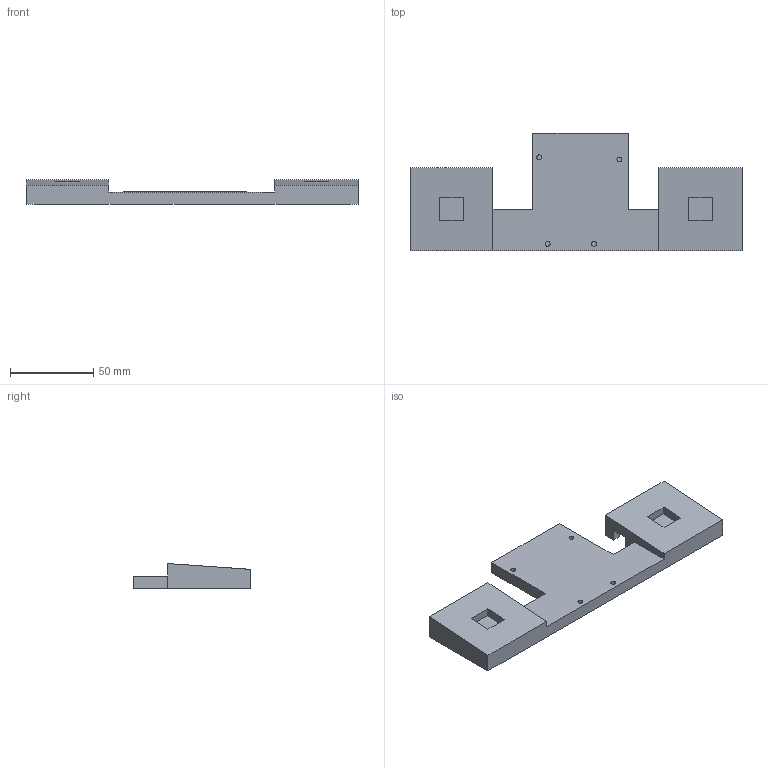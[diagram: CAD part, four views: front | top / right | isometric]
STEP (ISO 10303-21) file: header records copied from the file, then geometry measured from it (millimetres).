
FILE_DESCRIPTION(/* description */ (''),/* implementation_level */ '2;1');
FILE_NAME(/* name */ 'Arduino Cube timer V2 v1.step',/* time_stamp */ '2025-04-08T23:15:36-04:00',/* author */ (''),/* organization */ (''),/* preprocessor_version */ 'ST-DEVELOPER v20.1',/* originating_system */ 'Autodesk Translation Framework v14.4.0.0',/* authorisation */ '');
FILE_SCHEMA (('AUTOMOTIVE_DESIGN { 1 0 10303 214 3 1 1 }'));
Length unit declared in the file: millimetre
Products named in the file (3): Arduino Cube timer V2; covers; nth cover
Assembly tree (2 placements, depth 2):
  Arduino Cube timer V2
    covers
    nth cover
Bounding box: 200 x 70.8 x 15 mm (x, y, z)
Volume: 82412.6 mm3; surface area: 37344 mm2
Topology: 3 solids, 3 shells, 108 faces, 278 edges, 186 vertices
Faces by surface type: plane 86, cylinder 22
Full cylindrical faces by diameter (mm): 2.93 x22
Entity records: 3404 total; most frequent: CARTESIAN_POINT 577, ORIENTED_EDGE 556, DIRECTION 548, EDGE_CURVE 278, LINE 234, VECTOR 234, VERTEX_POINT 186, AXIS2_PLACEMENT_3D 157
